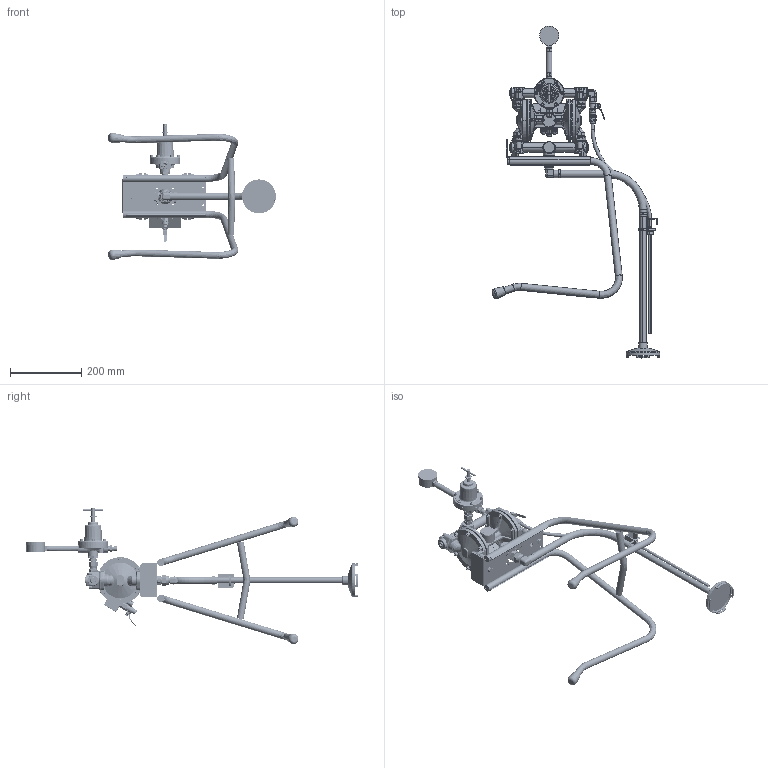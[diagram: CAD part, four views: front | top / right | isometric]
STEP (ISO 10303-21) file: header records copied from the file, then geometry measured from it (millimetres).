
FILE_DESCRIPTION (( 'STEP AP203' ), '1' );
FILE_NAME ('DPS-90E_お客様提出用.STEP', '2019-09-12T02:51:11', ( '' ), ( '' ), 'SwSTEP 2.0', 'SolidWorks 2017', '' );
FILE_SCHEMA (( 'CONFIG_CONTROL_DESIGN' ));
Length unit declared in the file: millimetre
Products named in the file (57): 06357480__座金組込六角穴付ﾎﾞﾙﾄ_1; 04970440_ハンドルセット_1; 04432630_バルブツマミ_1; 04360780_Uボルト; 06639514_O儕儞僌_1; 04935601_吸込み口ｼﾞｮｲﾝﾄ; 06356502_榋妏寠晅无倌_1; 04321611_吸込みホース; 07372024_帡褊睚巍; DPS-90E_お客様提出用; 06357500_座金組込六角穴付ﾎﾞﾙﾄ_1; 04440630_1; 04446540_ドレンガイド_1; 06992902_防塵ｷｬｯﾌﾟ; 04432630_バルブ本体_1; ddp-90d僶儖僽杮懱_1; 04731450_ジャミナット_1; 04345780_濾過網; 06357502_座金組込六角穴付ボルト_1; 07991947_圧力計_1; 04456570_1; 07372010_ホースバンド_1; 04325550_吸上げパイプ; ddp-90d僶儖僽僣儅儈_1; SWP-00009813; 04334001_吸い上げパイプステー; 06210505_六角穴付止めねじ_M5L5_1; 04343310_ジョイント_1; 06381050_榋妏暖腳m5; 吸込ジョイント_1; 04607560_ﾄﾞﾚﾝﾊﾟｲﾌﾟ; 06234002_タッピンねじ_1; 04711451_ダイアフラムｷｬｯﾌﾟ(お客様提示用)_1; 05171680_戃僫僢僩俛_1; 04408620_フレーム(2); 05180690_本体Ｇ_1; 04455620_堎宎促无_1; 06990413_六角穴付プラグ_1; 04407620_フレーム(1); 04432590_玶蚾_1 ...
Assembly tree (93 placements, depth 2):
  DPS-90E_お客様提出用
    04420621_俅偷
    04407620_フレーム(1)  x2
    04408620_フレーム(2)
    06995221蔬蔡邔`恨褘r  x2
    06992902_防塵ｷｬｯﾌﾟ  x2
    ddp-90d僶儖僽杮懱_1
    ddp-90d僶儖僽僣儅儈_1
    06994758_座金組込ボルト_1  x2
    04455620_堎宎促无_1
    04432630_バルブ本体_1
    04432630_バルブツマミ_1
    04637780_吸込濾過器_1
    04345780_濾過網
    04325550_吸上げパイプ
    04935601_吸込み口ｼﾞｮｲﾝﾄ
    07372024_帡褊睚巍  x2
    04334001_吸い上げパイプステー
    04360780_Uボルト
    06381050_榋妏暖腳m5  x2
    04321611_吸込みホース
    05180690_本体Ｇ_1
    05171680_戃僫僢僩俛_1
    05167690_戃暖腁_1
    07372010_ホースバンド_1
    04607560_ﾄﾞﾚﾝﾊﾟｲﾌﾟ
    SWP-00009813
    06859803__善瓟梪菰
    04446540_ドレンガイド_1
    04446560_ネオジウム磁石_1
    06210505_六角穴付止めねじ_M5L5_1
    04400573_本体_1
    04456582F_蓋_1  x2
    04441630_1
    04440630_1
    06357500_座金組込六角穴付ﾎﾞﾙﾄ_1  x12
    06357502_座金組込六角穴付ボルト_1  x8
    06356502_榋妏寠晅无倌_1  x2
    04432590_玶蚾_1  x2
    04456570_1
    06990413_六角穴付プラグ_1  x5
    06234002_タッピンねじ_1  x2
    吸込ジョイント_1
    06990413_1
    幢憖嶌兽偬轤90梡娙堈恾_1
    04705451_本体(お客様提出用)_1
    04725450_立上りパイプ_1
    07991947_圧力計_1
    06639514_O儕儞僌_1
    04731450_ジャミナット_1
    04711451_ダイアフラムｷｬｯﾌﾟ(お客様提示用)_1
    04970440_ハンドルセット_1
    04976440_ダイアフラム_1
    06357480__座金組込六角穴付ﾎﾞﾙﾄ_1  x6
    04343310_ジョイント_1
    04700450_ジョイント(お客様提出用)_1
    04717501_六角ナット_1
Bounding box: 470.2 x 929.67 x 381.66 mm (x, y, z)
Volume: 2709832.2 mm3; surface area: 802762.7 mm2
Topology: 96 solids, 96 shells, 5441 faces, 13823 edges, 8735 vertices
Faces by surface type: plane 2771, cylinder 1418, bspline 755, cone 483, torus 14
Entity records: 183558 total; most frequent: CARTESIAN_POINT 72038, ORIENTED_EDGE 22948, DIRECTION 20134, EDGE_CURVE 11474, VERTEX_POINT 7310, LINE 6752, VECTOR 6752, AXIS2_PLACEMENT_3D 6691
